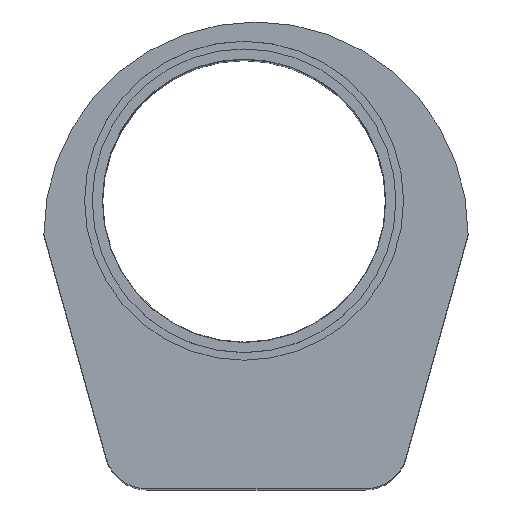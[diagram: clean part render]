
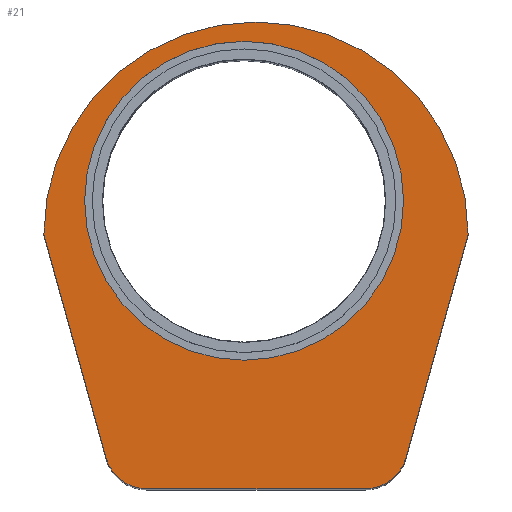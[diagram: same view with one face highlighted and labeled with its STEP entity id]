
A CAD part, top view. The second image highlights one B-rep face of the part: STEP entity #21.
In plain terms, the highlighted planar face has unit normal (0, 0, 1).
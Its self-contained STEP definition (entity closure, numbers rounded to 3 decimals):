
#8 = ORIENTED_EDGE ( 'NONE', *, *, #581, .T. ) ;
#9 = LINE ( 'NONE', #507, #225 ) ;
#11 = ORIENTED_EDGE ( 'NONE', *, *, #323, .F. ) ;
#21 = ADVANCED_FACE ( 'NONE', ( #133, #426 ), #188, .F. ) ;
#22 = LINE ( 'NONE', #381, #366 ) ;
#30 = CARTESIAN_POINT ( 'NONE',  ( -9.767, -18.164, 50.8 ) ) ;
#34 = AXIS2_PLACEMENT_3D ( 'NONE', #53, #555, #286 ) ;
#37 = CARTESIAN_POINT ( 'NONE',  ( 8.563, -17.361, 50.8 ) ) ;
#53 = CARTESIAN_POINT ( 'NONE',  ( 0.843, -2.361, 50.8 ) ) ;
#58 = ORIENTED_EDGE ( 'NONE', *, *, #74, .T. ) ;
#74 = EDGE_CURVE ( 'NONE', #364, #281, #437, .T. ) ;
#108 = DIRECTION ( 'NONE',  ( 0.268, 0.964, 0. ) ) ;
#127 = AXIS2_PLACEMENT_3D ( 'NONE', #313, #320, #590 ) ;
#129 = DIRECTION ( 'NONE',  ( 1., 0., 0. ) ) ;
#133 = FACE_BOUND ( 'NONE', #276, .T. ) ;
#149 = CIRCLE ( 'NONE', #195, 11.275 ) ;
#153 = AXIS2_PLACEMENT_3D ( 'NONE', #305, #431, #532 ) ;
#156 = CARTESIAN_POINT ( 'NONE',  ( 0., 0., 50.8 ) ) ;
#163 = CARTESIAN_POINT ( 'NONE',  ( 15.843, -2.361, 50.8 ) ) ;
#174 = EDGE_CURVE ( 'NONE', #403, #364, #9, .T. ) ;
#181 = DIRECTION ( 'NONE',  ( -1., 0., 0. ) ) ;
#188 = PLANE ( 'NONE',  #127 ) ;
#192 = ORIENTED_EDGE ( 'NONE', *, *, #244, .T. ) ;
#195 = AXIS2_PLACEMENT_3D ( 'NONE', #156, #376, #513 ) ;
#204 = DIRECTION ( 'NONE',  ( 0.268, -0.964, 0. ) ) ;
#221 = EDGE_LOOP ( 'NONE', ( #192, #297, #8, #571, #396, #58 ) ) ;
#224 = CARTESIAN_POINT ( 'NONE',  ( -6.876, -17.361, 50.8 ) ) ;
#225 = VECTOR ( 'NONE', #108, 1000. ) ;
#226 = VERTEX_POINT ( 'NONE', #516 ) ;
#233 = DIRECTION ( 'NONE',  ( 0., 0., 1. ) ) ;
#234 = ORIENTED_EDGE ( 'NONE', *, *, #393, .F. ) ;
#244 = EDGE_CURVE ( 'NONE', #281, #445, #22, .T. ) ;
#249 = CARTESIAN_POINT ( 'NONE',  ( -14.157, -2.361, 50.8 ) ) ;
#269 = DIRECTION ( 'NONE',  ( -1., 0., 0. ) ) ;
#276 = EDGE_LOOP ( 'NONE', ( #234, #11 ) ) ;
#281 = VERTEX_POINT ( 'NONE', #249 ) ;
#285 = AXIS2_PLACEMENT_3D ( 'NONE', #37, #233, #181 ) ;
#286 = DIRECTION ( 'NONE',  ( -1., 0., 0. ) ) ;
#297 = ORIENTED_EDGE ( 'NONE', *, *, #520, .T. ) ;
#305 = CARTESIAN_POINT ( 'NONE',  ( 0., 0., 50.8 ) ) ;
#307 = LINE ( 'NONE', #534, #454 ) ;
#313 = CARTESIAN_POINT ( 'NONE',  ( 0.843, -2.361, 50.8 ) ) ;
#314 = DIRECTION ( 'NONE',  ( 0., 0., 1. ) ) ;
#320 = DIRECTION ( 'NONE',  ( 0., 0., -1. ) ) ;
#323 = EDGE_CURVE ( 'NONE', #562, #375, #149, .T. ) ;
#360 = CIRCLE ( 'NONE', #591, 3. ) ;
#364 = VERTEX_POINT ( 'NONE', #163 ) ;
#366 = VECTOR ( 'NONE', #204, 1000. ) ;
#369 = CIRCLE ( 'NONE', #285, 3. ) ;
#375 = VERTEX_POINT ( 'NONE', #477 ) ;
#376 = DIRECTION ( 'NONE',  ( 0., 0., 1. ) ) ;
#381 = CARTESIAN_POINT ( 'NONE',  ( -14.157, -2.361, 50.8 ) ) ;
#393 = EDGE_CURVE ( 'NONE', #375, #562, #441, .T. ) ;
#396 = ORIENTED_EDGE ( 'NONE', *, *, #174, .T. ) ;
#397 = VERTEX_POINT ( 'NONE', #569 ) ;
#403 = VERTEX_POINT ( 'NONE', #471 ) ;
#426 = FACE_OUTER_BOUND ( 'NONE', #221, .T. ) ;
#431 = DIRECTION ( 'NONE',  ( 0., 0., 1. ) ) ;
#437 = CIRCLE ( 'NONE', #34, 15. ) ;
#441 = CIRCLE ( 'NONE', #153, 11.275 ) ;
#445 = VERTEX_POINT ( 'NONE', #30 ) ;
#454 = VECTOR ( 'NONE', #129, 1000. ) ;
#471 = CARTESIAN_POINT ( 'NONE',  ( 11.454, -18.164, 50.8 ) ) ;
#477 = CARTESIAN_POINT ( 'NONE',  ( 11.275, 0., 50.8 ) ) ;
#507 = CARTESIAN_POINT ( 'NONE',  ( 10.843, -20.361, 50.8 ) ) ;
#513 = DIRECTION ( 'NONE',  ( 1., 0., 0. ) ) ;
#516 = CARTESIAN_POINT ( 'NONE',  ( -6.876, -20.361, 50.8 ) ) ;
#520 = EDGE_CURVE ( 'NONE', #445, #226, #360, .T. ) ;
#532 = DIRECTION ( 'NONE',  ( 1., 0., 0. ) ) ;
#534 = CARTESIAN_POINT ( 'NONE',  ( -9.157, -20.361, 50.8 ) ) ;
#537 = CARTESIAN_POINT ( 'NONE',  ( -11.275, 0., 50.8 ) ) ;
#545 = EDGE_CURVE ( 'NONE', #397, #403, #369, .T. ) ;
#555 = DIRECTION ( 'NONE',  ( 0., 0., 1. ) ) ;
#562 = VERTEX_POINT ( 'NONE', #537 ) ;
#569 = CARTESIAN_POINT ( 'NONE',  ( 8.563, -20.361, 50.8 ) ) ;
#571 = ORIENTED_EDGE ( 'NONE', *, *, #545, .T. ) ;
#581 = EDGE_CURVE ( 'NONE', #226, #397, #307, .T. ) ;
#590 = DIRECTION ( 'NONE',  ( -1., 0., 0. ) ) ;
#591 = AXIS2_PLACEMENT_3D ( 'NONE', #224, #314, #269 ) ;
